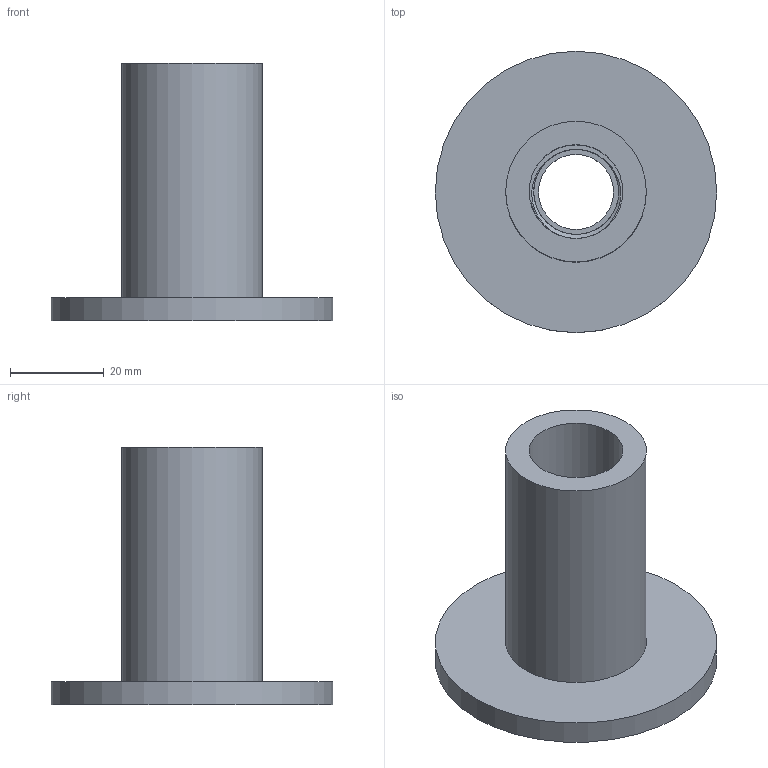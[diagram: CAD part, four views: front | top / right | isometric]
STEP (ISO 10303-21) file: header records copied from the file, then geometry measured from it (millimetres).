
FILE_DESCRIPTION(('FreeCAD Model'),'2;1');
FILE_NAME('Open CASCADE Shape Model','2024-10-15T08:31:56',(''),(''), 'Open CASCADE STEP processor 7.6','FreeCAD','Unknown');
FILE_SCHEMA(('CONFIG_CONTROL_DESIGN','SHAPE_APPEARANCE_LAYER_MIM'));
Length unit declared in the file: millimetre
Products named in the file (1): DryAirIuterPassthrough
Bounding box: 60 x 60 x 55 mm (x, y, z)
Volume: 33276.7 mm3; surface area: 14877.4 mm2
Topology: 1 solids, 1 shells, 34 faces, 87 edges, 58 vertices
Faces by surface type: cylinder 27, plane 5, bspline 2
Full cylindrical faces by diameter (mm): 16 x1, 18.137 x10, 19.85 x9, 20 x1, 30 x1, 60 x1
Entity records: 4200 total; most frequent: CARTESIAN_POINT 3407, ORIENTED_EDGE 174, DIRECTION 115, EDGE_CURVE 87, VERTEX_POINT 58, B_SPLINE_CURVE_WITH_KNOTS 50, AXIS2_PLACEMENT_3D 45, FACE_BOUND 39
